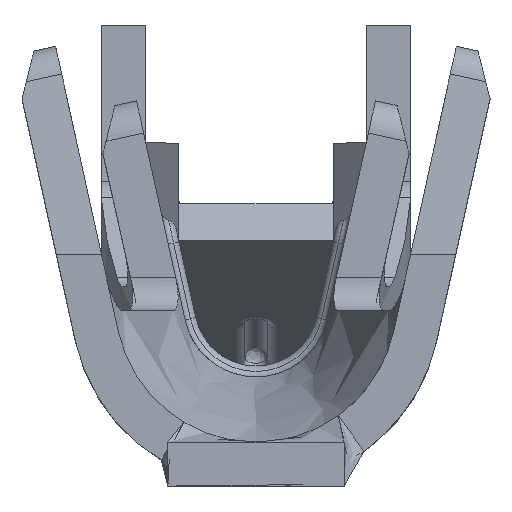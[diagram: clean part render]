
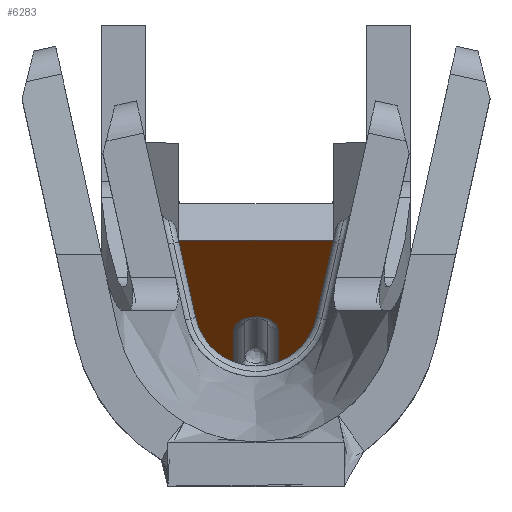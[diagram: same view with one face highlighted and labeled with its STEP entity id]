
A CAD part, top view. The second image highlights one B-rep face of the part: STEP entity #6283.
In plain terms, the highlighted planar face has unit normal (0, -0.829, 0.559).
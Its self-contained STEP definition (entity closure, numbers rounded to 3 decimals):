
#6160=CARTESIAN_POINT('',(-0.295,0.697,5.026));
#6161=VERTEX_POINT('',#6160);
#6168=CARTESIAN_POINT('',(0.295,0.697,5.026));
#6169=VERTEX_POINT('',#6168);
#6170=CARTESIAN_POINT('',(-0.295,0.697,5.026));
#6171=DIRECTION('',(1.,0.,0.));
#6172=VECTOR('',#6171,0.589);
#6173=LINE('',#6170,#6172);
#6174=EDGE_CURVE('',#6161,#6169,#6173,.T.);
#6185=CARTESIAN_POINT('',(0.253,0.058,4.078));
#6186=DIRECTION('',(0.,0.559,0.829));
#6187=DIRECTION('',(0.,-0.829,0.559));
#6188=AXIS2_PLACEMENT_3D('',#6185,#6187,#6186);
#6189=PLANE('',#6188);
#6190=ORIENTED_EDGE('',*,*,#6174,.F.);
#6191=CARTESIAN_POINT('',(-0.295,0.509,4.747));
#6192=VERTEX_POINT('',#6191);
#6193=CARTESIAN_POINT('',(-0.295,0.697,5.026));
#6194=DIRECTION('',(0.,-0.559,-0.829));
#6195=VECTOR('',#6194,0.337);
#6196=LINE('',#6193,#6195);
#6197=EDGE_CURVE('',#6161,#6192,#6196,.T.);
#6198=ORIENTED_EDGE('',*,*,#6197,.T.);
#6199=CARTESIAN_POINT('',(-0.253,0.321,4.468));
#6200=VERTEX_POINT('',#6199);
#6201=CARTESIAN_POINT('',(-0.295,0.509,4.747));
#6202=DIRECTION('',(0.124,-0.555,-0.823));
#6203=VECTOR('',#6202,0.339);
#6204=LINE('',#6201,#6203);
#6205=EDGE_CURVE('',#6192,#6200,#6204,.T.);
#6206=ORIENTED_EDGE('',*,*,#6205,.T.);
#6207=CARTESIAN_POINT('',(-0.253,0.058,4.078));
#6208=VERTEX_POINT('',#6207);
#6209=CARTESIAN_POINT('',(-0.253,0.321,4.468));
#6210=DIRECTION('',(0.,-0.559,-0.829));
#6211=VECTOR('',#6210,0.47);
#6212=LINE('',#6209,#6211);
#6213=EDGE_CURVE('',#6200,#6208,#6212,.T.);
#6214=ORIENTED_EDGE('',*,*,#6213,.T.);
#6215=CARTESIAN_POINT('',(0.253,0.058,4.078));
#6216=VERTEX_POINT('',#6215);
#6217=CARTESIAN_POINT('',(-0.253,0.058,4.078));
#6218=DIRECTION('',(1.,0.,0.));
#6219=VECTOR('',#6218,0.505);
#6220=LINE('',#6217,#6219);
#6221=EDGE_CURVE('',#6208,#6216,#6220,.T.);
#6222=ORIENTED_EDGE('',*,*,#6221,.T.);
#6223=CARTESIAN_POINT('',(0.253,0.321,4.468));
#6224=VERTEX_POINT('',#6223);
#6225=CARTESIAN_POINT('',(0.253,0.058,4.078));
#6226=DIRECTION('',(0.,0.559,0.829));
#6227=VECTOR('',#6226,0.47);
#6228=LINE('',#6225,#6227);
#6229=EDGE_CURVE('',#6216,#6224,#6228,.T.);
#6230=ORIENTED_EDGE('',*,*,#6229,.T.);
#6231=CARTESIAN_POINT('',(0.295,0.509,4.747));
#6232=VERTEX_POINT('',#6231);
#6233=CARTESIAN_POINT('',(0.253,0.321,4.468));
#6234=DIRECTION('',(0.124,0.555,0.823));
#6235=VECTOR('',#6234,0.339);
#6236=LINE('',#6233,#6235);
#6237=EDGE_CURVE('',#6224,#6232,#6236,.T.);
#6238=ORIENTED_EDGE('',*,*,#6237,.T.);
#6239=CARTESIAN_POINT('',(0.295,0.509,4.747));
#6240=DIRECTION('',(0.,0.559,0.829));
#6241=VECTOR('',#6240,0.337);
#6242=LINE('',#6239,#6241);
#6243=EDGE_CURVE('',#6232,#6169,#6242,.T.);
#6244=ORIENTED_EDGE('',*,*,#6243,.T.);
#6245=EDGE_LOOP('',(#6190,#6198,#6206,#6214,#6222,#6230,#6238,#6244));
#6246=FACE_OUTER_BOUND('',#6245,.T.);
#6247=CARTESIAN_POINT('',(-0.084,0.358,4.523));
#6248=VERTEX_POINT('',#6247);
#6249=CARTESIAN_POINT('',(0.084,0.358,4.523));
#6250=VERTEX_POINT('',#6249);
#6251=CARTESIAN_POINT('',(0.,0.358,4.523));
#6252=DIRECTION('',(-1.,0.,0.));
#6253=DIRECTION('',(0.,0.829,-0.559));
#6254=AXIS2_PLACEMENT_3D('',#6251,#6253,#6252);
#6255=CIRCLE('',#6254,0.084);
#6256=EDGE_CURVE('',#6248,#6250,#6255,.T.);
#6257=ORIENTED_EDGE('',*,*,#6256,.T.);
#6258=CARTESIAN_POINT('',(0.084,0.217,4.314));
#6259=VERTEX_POINT('',#6258);
#6260=CARTESIAN_POINT('',(0.084,0.358,4.523));
#6261=DIRECTION('',(0.,-0.559,-0.829));
#6262=VECTOR('',#6261,0.253);
#6263=LINE('',#6260,#6262);
#6264=EDGE_CURVE('',#6250,#6259,#6263,.T.);
#6265=ORIENTED_EDGE('',*,*,#6264,.T.);
#6266=CARTESIAN_POINT('',(-0.084,0.217,4.314));
#6267=VERTEX_POINT('',#6266);
#6268=CARTESIAN_POINT('',(0.,0.217,4.314));
#6269=DIRECTION('',(1.,0.,0.));
#6270=DIRECTION('',(0.,0.829,-0.559));
#6271=AXIS2_PLACEMENT_3D('',#6268,#6270,#6269);
#6272=CIRCLE('',#6271,0.084);
#6273=EDGE_CURVE('',#6259,#6267,#6272,.T.);
#6274=ORIENTED_EDGE('',*,*,#6273,.T.);
#6275=CARTESIAN_POINT('',(-0.084,0.217,4.314));
#6276=DIRECTION('',(0.,0.559,0.829));
#6277=VECTOR('',#6276,0.253);
#6278=LINE('',#6275,#6277);
#6279=EDGE_CURVE('',#6267,#6248,#6278,.T.);
#6280=ORIENTED_EDGE('',*,*,#6279,.T.);
#6281=EDGE_LOOP('',(#6257,#6265,#6274,#6280));
#6282=FACE_BOUND('',#6281,.T.);
#6283=ADVANCED_FACE('',(#6246,#6282),#6189,.T.);
